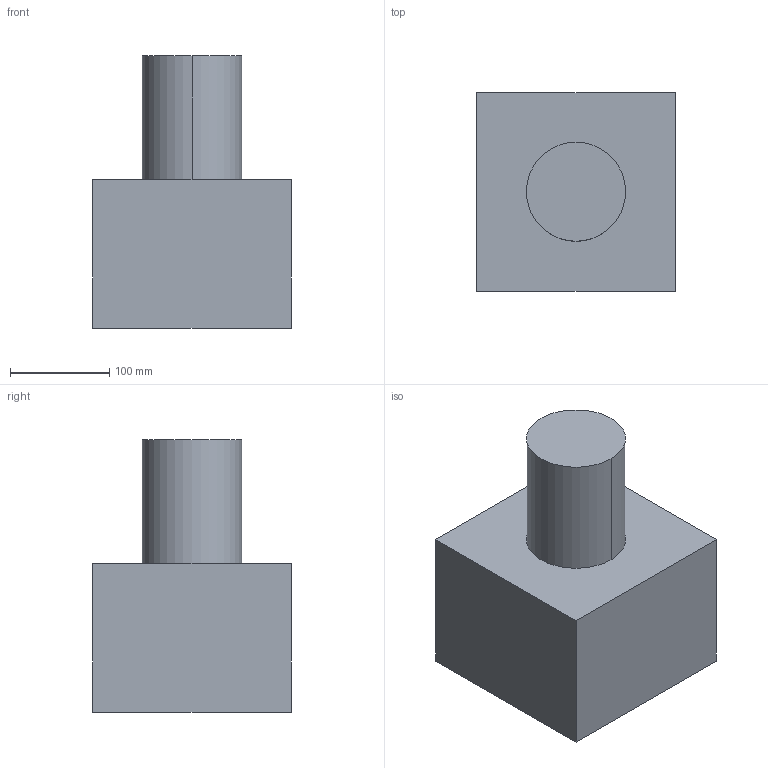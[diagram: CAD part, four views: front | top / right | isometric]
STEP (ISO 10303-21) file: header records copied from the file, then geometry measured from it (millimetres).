
FILE_DESCRIPTION((''),'2;1');
FILE_NAME('__BUNG0_ASM','2022-05-02T13:49:39',('43664'),(''),'CREO PARAMETRIC BY PTC INC, 2020342','CREO PARAMETRIC BY PTC INC, 2020342','');
FILE_SCHEMA(('CONFIG_CONTROL_DESIGN'));
Length unit declared in the file: millimetre
Products named in the file (3): 3; 4; __BUNG0_ASM
Assembly tree (2 placements, depth 2):
  __BUNG0_ASM
    3
    4
Bounding box: 200 x 200 x 274.8 mm (x, y, z)
Volume: 6980176.9 mm3; surface area: 254915 mm2
Topology: 2 solids, 2 shells, 10 faces, 18 edges, 12 vertices
Faces by surface type: plane 8, cylinder 2
Entity records: 334 total; most frequent: DIRECTION 52, CARTESIAN_POINT 45, ORIENTED_EDGE 36, AXIS2_PLACEMENT_3D 19, EDGE_CURVE 18, VECTOR 14, LINE 14, VERTEX_POINT 12
